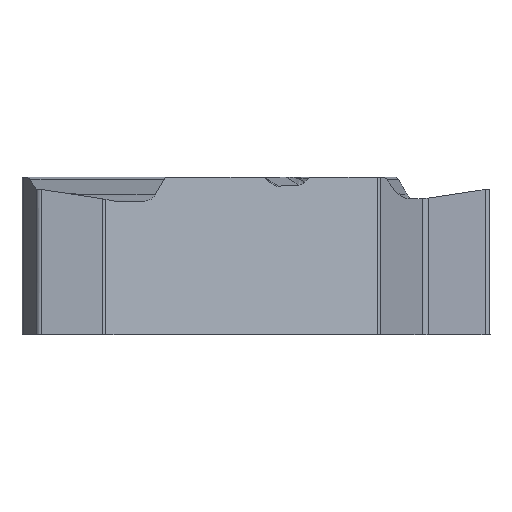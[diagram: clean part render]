
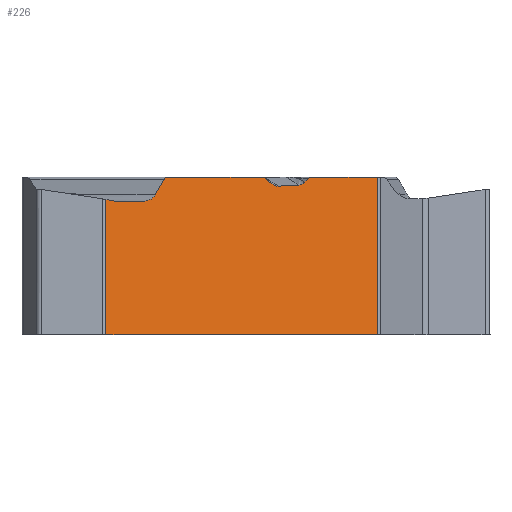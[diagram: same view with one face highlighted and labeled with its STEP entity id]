
A CAD part, front view. The second image highlights one B-rep face of the part: STEP entity #226.
In plain terms, the highlighted planar face has unit normal (0.5, -0.866, 0).
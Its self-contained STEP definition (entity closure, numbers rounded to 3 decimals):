
#107=FACE_OUTER_BOUND('',#371,.T.);
#199=ELLIPSE('',#1834,0.15,0.15);
#200=ELLIPSE('',#1835,0.167,0.15);
#201=ELLIPSE('',#1836,0.167,0.15);
#202=ELLIPSE('',#1837,0.389,0.35);
#226=ADVANCED_FACE('',(#107),#316,.F.);
#316=PLANE('',#1839);
#371=EDGE_LOOP('',(#864,#865,#866,#867,#868,#869,#870,#871,#872,#873,#874,
#875,#876,#877,#878,#879,#880,#881));
#468=LINE('',#2865,#612);
#507=LINE('',#3049,#651);
#508=LINE('',#3051,#652);
#509=LINE('',#3053,#653);
#510=LINE('',#3057,#654);
#511=LINE('',#3073,#655);
#512=LINE('',#3089,#656);
#513=LINE('',#3093,#657);
#514=LINE('',#3097,#658);
#515=LINE('',#3101,#659);
#516=LINE('',#3105,#660);
#612=VECTOR('',#1987,1.);
#651=VECTOR('',#2096,1.);
#652=VECTOR('',#2097,1.);
#653=VECTOR('',#2098,1.);
#654=VECTOR('',#2101,1.);
#655=VECTOR('',#2102,1.);
#656=VECTOR('',#2103,1.);
#657=VECTOR('',#2106,1.);
#658=VECTOR('',#2109,1.);
#659=VECTOR('',#2112,1.);
#660=VECTOR('',#2115,1.);
#864=ORIENTED_EDGE('',*,*,#1505,.T.);
#865=ORIENTED_EDGE('',*,*,#1439,.F.);
#866=ORIENTED_EDGE('',*,*,#1506,.T.);
#867=ORIENTED_EDGE('',*,*,#1507,.F.);
#868=ORIENTED_EDGE('',*,*,#1508,.F.);
#869=ORIENTED_EDGE('',*,*,#1509,.F.);
#870=ORIENTED_EDGE('',*,*,#1510,.F.);
#871=ORIENTED_EDGE('',*,*,#1511,.F.);
#872=ORIENTED_EDGE('',*,*,#1512,.F.);
#873=ORIENTED_EDGE('',*,*,#1513,.F.);
#874=ORIENTED_EDGE('',*,*,#1514,.F.);
#875=ORIENTED_EDGE('',*,*,#1515,.F.);
#876=ORIENTED_EDGE('',*,*,#1516,.F.);
#877=ORIENTED_EDGE('',*,*,#1517,.F.);
#878=ORIENTED_EDGE('',*,*,#1518,.T.);
#879=ORIENTED_EDGE('',*,*,#1519,.T.);
#880=ORIENTED_EDGE('',*,*,#1520,.T.);
#881=ORIENTED_EDGE('',*,*,#1521,.F.);
#1278=VERTEX_POINT('',#2864);
#1279=VERTEX_POINT('',#2866);
#1333=VERTEX_POINT('',#3050);
#1334=VERTEX_POINT('',#3052);
#1335=VERTEX_POINT('',#3054);
#1336=VERTEX_POINT('',#3056);
#1337=VERTEX_POINT('',#3058);
#1338=VERTEX_POINT('',#3072);
#1339=VERTEX_POINT('',#3074);
#1340=VERTEX_POINT('',#3088);
#1341=VERTEX_POINT('',#3090);
#1342=VERTEX_POINT('',#3092);
#1343=VERTEX_POINT('',#3094);
#1344=VERTEX_POINT('',#3096);
#1345=VERTEX_POINT('',#3098);
#1346=VERTEX_POINT('',#3100);
#1347=VERTEX_POINT('',#3102);
#1348=VERTEX_POINT('',#3104);
#1439=EDGE_CURVE('',#1278,#1279,#468,.T.);
#1505=EDGE_CURVE('',#1333,#1279,#507,.T.);
#1506=EDGE_CURVE('',#1278,#1334,#508,.T.);
#1507=EDGE_CURVE('',#1335,#1334,#509,.T.);
#1508=EDGE_CURVE('',#1336,#1335,#199,.T.);
#1509=EDGE_CURVE('',#1337,#1336,#510,.T.);
#1510=EDGE_CURVE('',#1338,#1337,#1738,.T.);
#1511=EDGE_CURVE('',#1339,#1338,#511,.T.);
#1512=EDGE_CURVE('',#1340,#1339,#1739,.T.);
#1513=EDGE_CURVE('',#1341,#1340,#512,.T.);
#1514=EDGE_CURVE('',#1342,#1341,#200,.T.);
#1515=EDGE_CURVE('',#1343,#1342,#513,.T.);
#1516=EDGE_CURVE('',#1344,#1343,#201,.T.);
#1517=EDGE_CURVE('',#1345,#1344,#514,.T.);
#1518=EDGE_CURVE('',#1345,#1346,#202,.T.);
#1519=EDGE_CURVE('',#1346,#1347,#515,.T.);
#1520=EDGE_CURVE('',#1347,#1348,#1689,.T.);
#1521=EDGE_CURVE('',#1333,#1348,#516,.T.);
#1689=CIRCLE('',#1838,0.35);
#1738=B_SPLINE_CURVE_WITH_KNOTS('',3,(#3059,#3060,#3061,#3062,#3063,#3064,
#3065,#3066,#3067,#3068,#3069,#3070,#3071),.UNSPECIFIED.,.F.,.F.,(4,3,3,
3,4),(0.,0.249,0.498,0.746,1.),
 .UNSPECIFIED.);
#1739=B_SPLINE_CURVE_WITH_KNOTS('',3,(#3075,#3076,#3077,#3078,#3079,#3080,
#3081,#3082,#3083,#3084,#3085,#3086,#3087),.UNSPECIFIED.,.F.,.F.,(4,3,3,
3,4),(0.,0.234,0.468,0.701,1.),
 .UNSPECIFIED.);
#1834=AXIS2_PLACEMENT_3D('',#3055,#2099,#2100);
#1835=AXIS2_PLACEMENT_3D('',#3091,#2104,#2105);
#1836=AXIS2_PLACEMENT_3D('',#3095,#2107,#2108);
#1837=AXIS2_PLACEMENT_3D('',#3099,#2110,#2111);
#1838=AXIS2_PLACEMENT_3D('',#3103,#2113,#2114);
#1839=AXIS2_PLACEMENT_3D('',#3106,#2116,#2117);
#1987=DIRECTION('',(-0.866,-0.5,0.));
#2096=DIRECTION('',(0.,0.,-1.));
#2097=DIRECTION('',(0.,0.,1.));
#2098=DIRECTION('',(0.866,0.5,0.));
#2099=DIRECTION('',(-0.5,0.866,0.));
#2100=DIRECTION('',(0.866,0.5,0.));
#2101=DIRECTION('',(0.658,0.38,0.651));
#2102=DIRECTION('',(0.865,0.5,0.043));
#2103=DIRECTION('',(0.686,0.396,-0.611));
#2104=DIRECTION('',(-0.5,0.866,0.));
#2105=DIRECTION('',(-0.866,-0.5,0.));
#2106=DIRECTION('',(0.866,0.5,0.));
#2107=DIRECTION('',(-0.5,0.866,0.));
#2108=DIRECTION('',(-0.866,-0.5,0.));
#2109=DIRECTION('',(0.477,0.276,0.834));
#2110=DIRECTION('',(-0.5,0.866,0.));
#2111=DIRECTION('',(0.866,0.5,0.));
#2112=DIRECTION('',(-0.866,-0.5,0.));
#2113=DIRECTION('',(-0.5,0.866,0.));
#2114=DIRECTION('',(0.,0.,-1.));
#2115=DIRECTION('',(0.853,0.492,-0.174));
#2116=DIRECTION('',(-0.5,0.866,0.));
#2117=DIRECTION('',(0.,0.,-1.));
#2864=CARTESIAN_POINT('',(5.028,-2.596,-3.97));
#2865=CARTESIAN_POINT('',(-0.367,-5.711,-3.97));
#2866=CARTESIAN_POINT('',(-2.448,-6.912,-3.97));
#3049=CARTESIAN_POINT('',(-2.448,-6.912,-5.47));
#3050=CARTESIAN_POINT('',(-2.448,-6.912,-0.236));
#3051=CARTESIAN_POINT('',(5.028,-2.596,3.38));
#3052=CARTESIAN_POINT('',(5.028,-2.596,0.38));
#3053=CARTESIAN_POINT('',(-0.367,-5.711,0.38));
#3054=CARTESIAN_POINT('',(3.222,-3.639,0.38));
#3055=CARTESIAN_POINT('',(3.222,-3.639,0.23));
#3056=CARTESIAN_POINT('',(3.137,-3.688,0.344));
#3057=CARTESIAN_POINT('',(0.991,-4.927,-1.78));
#3058=CARTESIAN_POINT('',(3.029,-3.75,0.237));
#3059=CARTESIAN_POINT('',(2.857,-3.85,0.158));
#3060=CARTESIAN_POINT('',(2.873,-3.841,0.159));
#3061=CARTESIAN_POINT('',(2.888,-3.832,0.162));
#3062=CARTESIAN_POINT('',(2.904,-3.823,0.165));
#3063=CARTESIAN_POINT('',(2.919,-3.814,0.169));
#3064=CARTESIAN_POINT('',(2.934,-3.805,0.174));
#3065=CARTESIAN_POINT('',(2.949,-3.797,0.181));
#3066=CARTESIAN_POINT('',(2.963,-3.789,0.188));
#3067=CARTESIAN_POINT('',(2.977,-3.78,0.196));
#3068=CARTESIAN_POINT('',(2.99,-3.773,0.205));
#3069=CARTESIAN_POINT('',(3.004,-3.765,0.214));
#3070=CARTESIAN_POINT('',(3.017,-3.757,0.225));
#3071=CARTESIAN_POINT('',(3.029,-3.75,0.237));
#3072=CARTESIAN_POINT('',(2.857,-3.85,0.158));
#3073=CARTESIAN_POINT('',(-0.365,-5.71,0.));
#3074=CARTESIAN_POINT('',(2.296,-4.173,0.131));
#3075=CARTESIAN_POINT('',(2.124,-4.273,0.193));
#3076=CARTESIAN_POINT('',(2.136,-4.266,0.182));
#3077=CARTESIAN_POINT('',(2.148,-4.259,0.173));
#3078=CARTESIAN_POINT('',(2.161,-4.252,0.166));
#3079=CARTESIAN_POINT('',(2.173,-4.245,0.158));
#3080=CARTESIAN_POINT('',(2.186,-4.237,0.151));
#3081=CARTESIAN_POINT('',(2.2,-4.229,0.146));
#3082=CARTESIAN_POINT('',(2.214,-4.221,0.141));
#3083=CARTESIAN_POINT('',(2.228,-4.213,0.137));
#3084=CARTESIAN_POINT('',(2.242,-4.205,0.134));
#3085=CARTESIAN_POINT('',(2.26,-4.195,0.131));
#3086=CARTESIAN_POINT('',(2.278,-4.184,0.13));
#3087=CARTESIAN_POINT('',(2.296,-4.173,0.131));
#3088=CARTESIAN_POINT('',(2.124,-4.273,0.193));
#3089=CARTESIAN_POINT('',(4.068,-3.151,-1.539));
#3090=CARTESIAN_POINT('',(1.954,-4.371,0.344));
#3091=CARTESIAN_POINT('',(1.861,-4.425,0.23));
#3092=CARTESIAN_POINT('',(1.861,-4.425,0.38));
#3093=CARTESIAN_POINT('',(5.129,-2.538,0.38));
#3094=CARTESIAN_POINT('',(-0.728,-5.92,0.38));
#3095=CARTESIAN_POINT('',(-0.728,-5.92,0.23));
#3096=CARTESIAN_POINT('',(-0.852,-5.991,0.307));
#3097=CARTESIAN_POINT('',(0.863,-5.001,3.304));
#3098=CARTESIAN_POINT('',(-1.09,-6.128,-0.109));
#3099=CARTESIAN_POINT('',(-1.38,-6.296,0.07));
#3100=CARTESIAN_POINT('',(-1.38,-6.296,-0.28));
#3101=CARTESIAN_POINT('',(5.129,-2.538,-0.28));
#3102=CARTESIAN_POINT('',(-2.207,-6.773,-0.28));
#3103=CARTESIAN_POINT('',(-2.207,-6.773,0.07));
#3104=CARTESIAN_POINT('',(-2.259,-6.804,-0.275));
#3105=CARTESIAN_POINT('',(4.858,-2.694,-1.724));
#3106=CARTESIAN_POINT('',(-0.367,-5.711,0.05));
